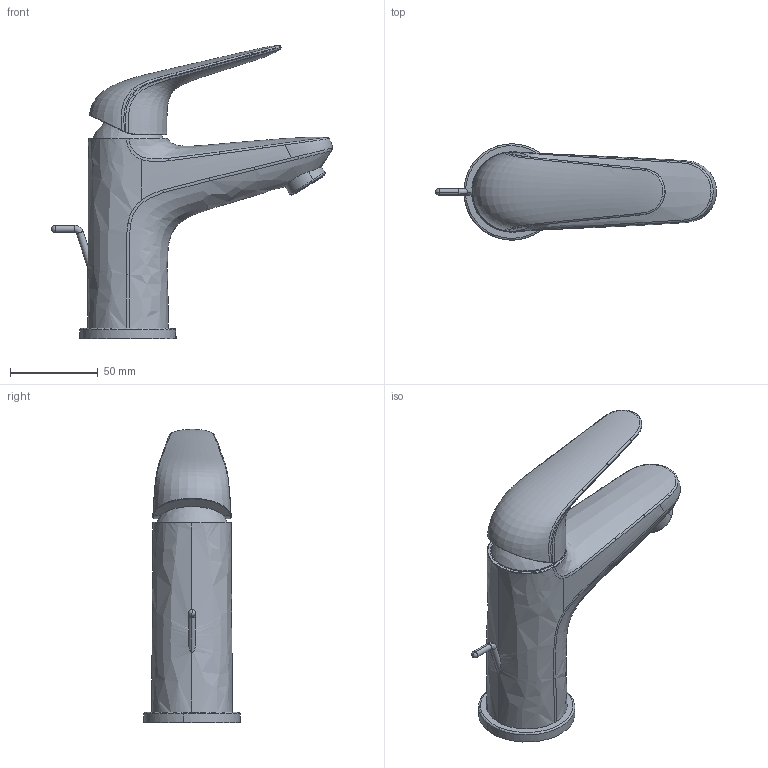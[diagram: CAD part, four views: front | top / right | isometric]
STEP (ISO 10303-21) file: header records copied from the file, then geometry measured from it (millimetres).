
FILE_DESCRIPTION(/* description */ ('AP214 STEP file'),/* implementation_level */ '2;1');
FILE_NAME(/* name */ '24456000_out.stp',/* time_stamp */ '2023-11-21T10:47:59+01:00',/* author */ (''),/* organization */ (''),/* preprocessor_version */ 'ST-DEVELOPER v18.1',/* originating_system */ 'Elysium Co. Ltd. STEP Translator v8.3.0.0',/* authorisation */ '');
FILE_SCHEMA (('AUTOMOTIVE_DESIGN { 1 0 10303 214 3 1 1 }'));
Length unit declared in the file: millimetre
Products named in the file (1): 24456000_extract
Bounding box: 160.5 x 55 x 167.56 mm (x, y, z)
Volume: 355962.8 mm3; surface area: 41008.6 mm2
Topology: 1 solids, 1 shells, 126 faces, 347 edges, 229 vertices
Faces by surface type: bspline 89, cylinder 12, plane 10, torus 10, sphere 3, cone 2
Entity records: 15361 total; most frequent: CARTESIAN_POINT 11870, ORIENTED_EDGE 690, EDGE_CURVE 345, B_SPLINE_CURVE_WITH_KNOTS 294, STYLED_ITEM 252, VERTEX_POINT 229, EDGE_LOOP 134, FILL_AREA_STYLE_COLOUR 133
